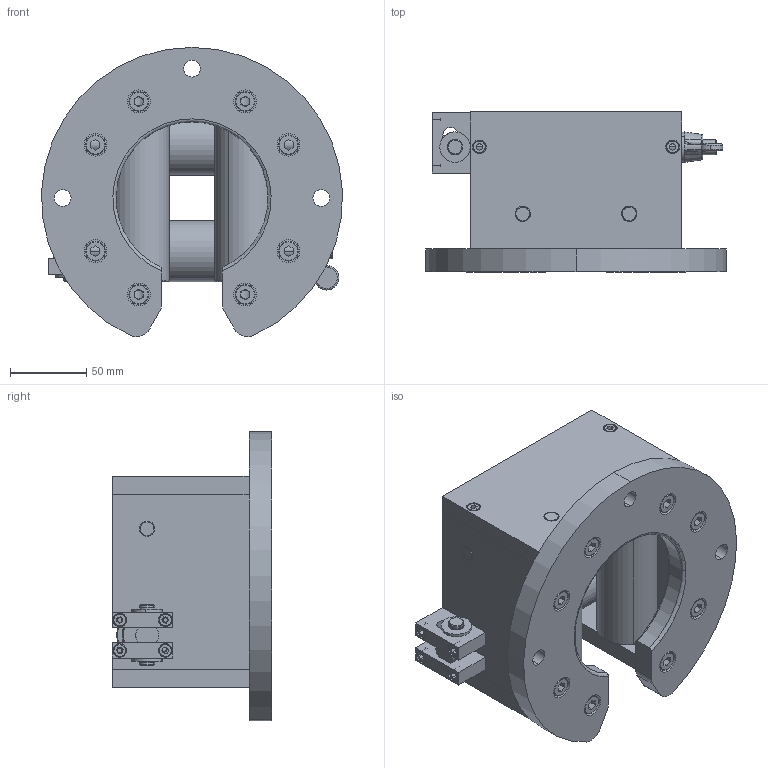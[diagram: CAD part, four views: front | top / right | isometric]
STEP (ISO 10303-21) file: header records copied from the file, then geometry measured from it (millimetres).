
FILE_DESCRIPTION (( 'STEP AP203' ), '1' );
FILE_NAME ('230830 STEP 3-300119-00_9220.STEP', '2023-08-30T09:12:49', ( '' ), ( '' ), 'SwSTEP 2.0', 'SolidWorks 2022', '' );
FILE_SCHEMA (( 'CONFIG_CONTROL_DESIGN' ));
Length unit declared in the file: millimetre
Products named in the file (1): 230830 STEP 3-300119-00_9220
Bounding box: 197.83 x 105 x 190.13 mm (x, y, z)
Surface area: 230597.2 mm2 (no closed solid volume)
Topology: 0 solids, 53 shells, 444 faces, 1206 edges, 809 vertices
Faces by surface type: plane 192, cylinder 136, cone 87, bspline 27, torus 2
Entity records: 16001 total; most frequent: CARTESIAN_POINT 4736, DIRECTION 2380, ORIENTED_EDGE 2042, EDGE_CURVE 1206, AXIS2_PLACEMENT_3D 862, VERTEX_POINT 809, LINE 656, VECTOR 656
